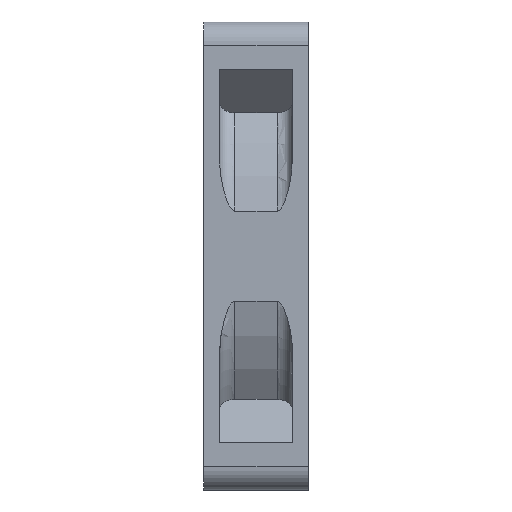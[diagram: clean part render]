
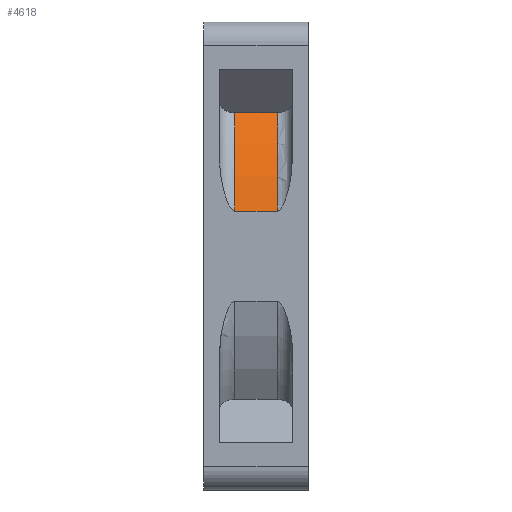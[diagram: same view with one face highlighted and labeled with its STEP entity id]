
A CAD part, left-side view. The second image highlights one B-rep face of the part: STEP entity #4618.
In plain terms, the highlighted cylindrical face has radius 30.585 mm (diameter 61.169 mm), a partial arc.
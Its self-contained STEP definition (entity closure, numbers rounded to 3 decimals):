
#588=CARTESIAN_POINT('',(233.759,129.042,18.371));
#1137=DIRECTION('',(0.,1.,0.));
#1138=VECTOR('',#1137,5.4);
#1139=CARTESIAN_POINT('',(228.176,129.042,5.77));
#1140=LINE('',#1139,#1138);
#1161=CARTESIAN_POINT('',(228.176,129.042,5.77));
#1356=CARTESIAN_POINT('',(258.212,134.442,
0.));
#1357=DIRECTION('',(0.,-1.,0.));
#1358=DIRECTION('',(-0.799,0.,0.601));
#1359=AXIS2_PLACEMENT_3D('',#1356,#1357,#1358);
#1501=DIRECTION('',(0.,1.,0.));
#1502=VECTOR('',#1501,5.4);
#1503=CARTESIAN_POINT('',(233.759,129.042,18.371));
#1504=LINE('',#1503,#1502);
#1505=CARTESIAN_POINT('',(258.212,129.042,
0.));
#1506=DIRECTION('',(0.,-1.,0.));
#1507=DIRECTION('',(-0.799,0.,0.601));
#1508=AXIS2_PLACEMENT_3D('',#1505,#1506,#1507);
#3065=VERTEX_POINT('',#1161);
#3070=CARTESIAN_POINT('',(228.176,134.442,5.77));
#3071=VERTEX_POINT('',#3070);
#3151=VERTEX_POINT('',#588);
#3157=CARTESIAN_POINT('',(233.759,134.442,18.371));
#3158=VERTEX_POINT('',#3157);
#4606=CARTESIAN_POINT('',(258.212,0.,0.));
#4607=DIRECTION('',(0.,1.,0.));
#4608=DIRECTION('',(-0.707,0.,-0.707));
#4609=AXIS2_PLACEMENT_3D('',#4606,#4607,#4608);
#4610=CYLINDRICAL_SURFACE('',#4609,30.585);
#4612=ORIENTED_EDGE('',*,*,#4611,.F.);
#4613=ORIENTED_EDGE('',*,*,#3959,.T.);
#4614=ORIENTED_EDGE('',*,*,#4255,.T.);
#4615=ORIENTED_EDGE('',*,*,#4477,.F.);
#4616=EDGE_LOOP('',(#4612,#4613,#4614,#4615));
#4617=FACE_OUTER_BOUND('',#4616,.F.);
#4618=ADVANCED_FACE('',(#4617),#4610,.T.);
#1360=CIRCLE('',#1359,30.585);
#1509=CIRCLE('',#1508,30.585);
#3959=EDGE_CURVE('',#3151,#3065,#1509,.T.);
#4255=EDGE_CURVE('',#3065,#3071,#1140,.T.);
#4477=EDGE_CURVE('',#3158,#3071,#1360,.T.);
#4611=EDGE_CURVE('',#3151,#3158,#1504,.T.);
